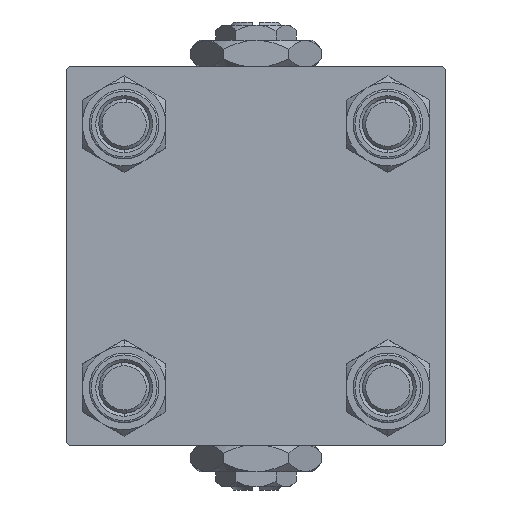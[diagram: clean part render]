
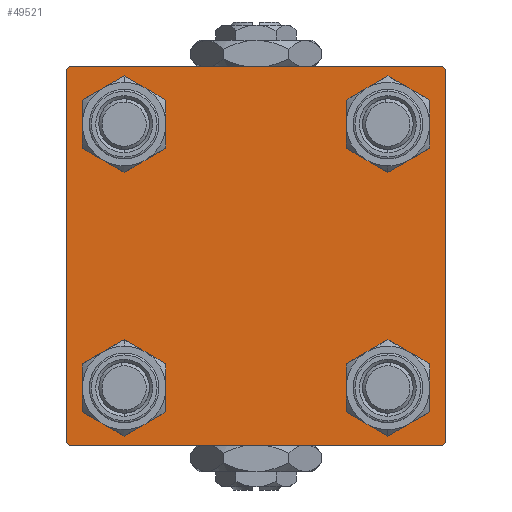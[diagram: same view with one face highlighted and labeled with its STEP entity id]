
A CAD part, left-side view. The second image highlights one B-rep face of the part: STEP entity #49521.
In plain terms, the highlighted planar face has unit normal (-1, 0, 0).
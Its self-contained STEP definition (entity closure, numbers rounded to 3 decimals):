
#610 = CARTESIAN_POINT ( 'NONE',  ( 0., -29.75, 29.75 ) ) ;
#1250 = VECTOR ( 'NONE', #20672, 1000. ) ;
#1760 = VECTOR ( 'NONE', #12183, 1000. ) ;
#2532 = DIRECTION ( 'NONE',  ( 0., 0., 1. ) ) ;
#2795 = VECTOR ( 'NONE', #41905, 1000. ) ;
#3130 = CARTESIAN_POINT ( 'NONE',  ( 0., -20.85, 16.35 ) ) ;
#3180 = DIRECTION ( 'NONE',  ( 0., 0., 1. ) ) ;
#3262 = CARTESIAN_POINT ( 'NONE',  ( 0., 20.85, 25.35 ) ) ;
#3485 = VECTOR ( 'NONE', #19771, 1000. ) ;
#3651 = VERTEX_POINT ( 'NONE', #3793 ) ;
#3793 = CARTESIAN_POINT ( 'NONE',  ( 0., 30., 29.5 ) ) ;
#3818 = CARTESIAN_POINT ( 'NONE',  ( 0., -20.85, 20.85 ) ) ;
#3948 = CIRCLE ( 'NONE', #33630, 4.5 ) ;
#4085 = AXIS2_PLACEMENT_3D ( 'NONE', #15909, #32095, #3180 ) ;
#4209 = CARTESIAN_POINT ( 'NONE',  ( 0., -30., 29.5 ) ) ;
#4412 = VERTEX_POINT ( 'NONE', #13854 ) ;
#4462 = CARTESIAN_POINT ( 'NONE',  ( 0., 30., 30. ) ) ;
#4506 = FACE_BOUND ( 'NONE', #43430, .T. ) ;
#4733 = LINE ( 'NONE', #52533, #1760 ) ;
#5645 = CARTESIAN_POINT ( 'NONE',  ( 0., -29.5, 30. ) ) ;
#5929 = ORIENTED_EDGE ( 'NONE', *, *, #38924, .T. ) ;
#7052 = CIRCLE ( 'NONE', #10380, 4.5 ) ;
#8136 = AXIS2_PLACEMENT_3D ( 'NONE', #41964, #22869, #38521 ) ;
#8152 = ORIENTED_EDGE ( 'NONE', *, *, #45956, .F. ) ;
#8203 = LINE ( 'NONE', #41856, #32572 ) ;
#8212 = LINE ( 'NONE', #4462, #1250 ) ;
#8447 = DIRECTION ( 'NONE',  ( 1., 0., 0. ) ) ;
#9491 = DIRECTION ( 'NONE',  ( 0., 0., -1. ) ) ;
#9700 = EDGE_LOOP ( 'NONE', ( #31604, #13105, #38834, #36999, #51031, #45729, #8152, #42601 ) ) ;
#9790 = CARTESIAN_POINT ( 'NONE',  ( 0., 29.5, 30. ) ) ;
#10048 = CIRCLE ( 'NONE', #4085, 4.5 ) ;
#10123 = ORIENTED_EDGE ( 'NONE', *, *, #48310, .T. ) ;
#10274 = EDGE_CURVE ( 'NONE', #27077, #44938, #10048, .T. ) ;
#10380 = AXIS2_PLACEMENT_3D ( 'NONE', #47650, #11839, #28019 ) ;
#10609 = PLANE ( 'NONE',  #14072 ) ;
#10916 = VERTEX_POINT ( 'NONE', #44415 ) ;
#11839 = DIRECTION ( 'NONE',  ( 1., 0., 0. ) ) ;
#12183 = DIRECTION ( 'NONE',  ( 0., 0., -1. ) ) ;
#13105 = ORIENTED_EDGE ( 'NONE', *, *, #40960, .T. ) ;
#13190 = AXIS2_PLACEMENT_3D ( 'NONE', #42759, #26857, #43024 ) ;
#13203 = CARTESIAN_POINT ( 'NONE',  ( 0., 20.85, -20.85 ) ) ;
#13437 = DIRECTION ( 'NONE',  ( 0., 0., 1. ) ) ;
#13455 = DIRECTION ( 'NONE',  ( 0., -0.707, -0.707 ) ) ;
#13854 = CARTESIAN_POINT ( 'NONE',  ( 0., -29.5, -30. ) ) ;
#14072 = AXIS2_PLACEMENT_3D ( 'NONE', #33969, #14845, #30517 ) ;
#14578 = LINE ( 'NONE', #30775, #2795 ) ;
#14725 = VECTOR ( 'NONE', #31724, 1000. ) ;
#14845 = DIRECTION ( 'NONE',  ( -1., 0., 0. ) ) ;
#15909 = CARTESIAN_POINT ( 'NONE',  ( 0., -20.85, -20.85 ) ) ;
#16586 = EDGE_CURVE ( 'NONE', #29663, #47163, #4733, .T. ) ;
#16882 = EDGE_CURVE ( 'NONE', #29663, #20067, #40183, .T. ) ;
#17134 = CARTESIAN_POINT ( 'NONE',  ( 0., 29.75, 29.75 ) ) ;
#17308 = VECTOR ( 'NONE', #13455, 1000. ) ;
#17455 = CIRCLE ( 'NONE', #13190, 4.5 ) ;
#17465 = DIRECTION ( 'NONE',  ( 0., 0., 1. ) ) ;
#18447 = CARTESIAN_POINT ( 'NONE',  ( 0., 20.85, 16.35 ) ) ;
#18791 = VERTEX_POINT ( 'NONE', #3262 ) ;
#18906 = CIRCLE ( 'NONE', #48545, 4.5 ) ;
#19534 = LINE ( 'NONE', #19797, #14725 ) ;
#19695 = CARTESIAN_POINT ( 'NONE',  ( 0., -20.85, -25.35 ) ) ;
#19771 = DIRECTION ( 'NONE',  ( 0., 0.707, 0.707 ) ) ;
#19797 = CARTESIAN_POINT ( 'NONE',  ( 0., 30., -30. ) ) ;
#20067 = VERTEX_POINT ( 'NONE', #5645 ) ;
#20490 = VERTEX_POINT ( 'NONE', #44275 ) ;
#20672 = DIRECTION ( 'NONE',  ( 0., -1., 0. ) ) ;
#20796 = AXIS2_PLACEMENT_3D ( 'NONE', #46837, #51098, #2532 ) ;
#21535 = VERTEX_POINT ( 'NONE', #3130 ) ;
#21539 = VERTEX_POINT ( 'NONE', #35242 ) ;
#22869 = DIRECTION ( 'NONE',  ( 1., 0., 0. ) ) ;
#22925 = EDGE_CURVE ( 'NONE', #18791, #48997, #7052, .T. ) ;
#23065 = VECTOR ( 'NONE', #45507, 1000. ) ;
#23171 = ORIENTED_EDGE ( 'NONE', *, *, #31434, .T. ) ;
#23209 = DIRECTION ( 'NONE',  ( 1., 0., 0. ) ) ;
#23500 = EDGE_LOOP ( 'NONE', ( #27688, #5929 ) ) ;
#24828 = LINE ( 'NONE', #17134, #23065 ) ;
#25805 = EDGE_CURVE ( 'NONE', #4412, #47163, #14578, .T. ) ;
#25910 = DIRECTION ( 'NONE',  ( 1., 0., 0. ) ) ;
#26491 = CARTESIAN_POINT ( 'NONE',  ( 0., -30., -29.5 ) ) ;
#26857 = DIRECTION ( 'NONE',  ( 1., 0., 0. ) ) ;
#27077 = VERTEX_POINT ( 'NONE', #19695 ) ;
#27195 = DIRECTION ( 'NONE',  ( 0., 0., 1. ) ) ;
#27255 = ORIENTED_EDGE ( 'NONE', *, *, #22925, .T. ) ;
#27688 = ORIENTED_EDGE ( 'NONE', *, *, #35930, .T. ) ;
#28019 = DIRECTION ( 'NONE',  ( 0., 0., 1. ) ) ;
#28819 = ORIENTED_EDGE ( 'NONE', *, *, #10274, .T. ) ;
#28836 = EDGE_CURVE ( 'NONE', #3651, #45893, #8203, .T. ) ;
#29663 = VERTEX_POINT ( 'NONE', #4209 ) ;
#29978 = FACE_OUTER_BOUND ( 'NONE', #9700, .T. ) ;
#30517 = DIRECTION ( 'NONE',  ( 0., 0., 1. ) ) ;
#30775 = CARTESIAN_POINT ( 'NONE',  ( 0., -29.75, -29.75 ) ) ;
#31021 = CIRCLE ( 'NONE', #8136, 4.5 ) ;
#31434 = EDGE_CURVE ( 'NONE', #21539, #20490, #36881, .T. ) ;
#31604 = ORIENTED_EDGE ( 'NONE', *, *, #28836, .T. ) ;
#31647 = VERTEX_POINT ( 'NONE', #36218 ) ;
#31724 = DIRECTION ( 'NONE',  ( 0., -1., 0. ) ) ;
#32095 = DIRECTION ( 'NONE',  ( 1., 0., 0. ) ) ;
#32389 = AXIS2_PLACEMENT_3D ( 'NONE', #3818, #23209, #27195 ) ;
#32572 = VECTOR ( 'NONE', #9491, 1000. ) ;
#32665 = FACE_BOUND ( 'NONE', #23500, .T. ) ;
#32967 = ORIENTED_EDGE ( 'NONE', *, *, #48377, .T. ) ;
#33630 = AXIS2_PLACEMENT_3D ( 'NONE', #13203, #8447, #17465 ) ;
#33969 = CARTESIAN_POINT ( 'NONE',  ( 0., 0., 0. ) ) ;
#34925 = CIRCLE ( 'NONE', #32389, 4.5 ) ;
#35242 = CARTESIAN_POINT ( 'NONE',  ( 0., 20.85, -25.35 ) ) ;
#35796 = EDGE_CURVE ( 'NONE', #38649, #3651, #24828, .T. ) ;
#35930 = EDGE_CURVE ( 'NONE', #10916, #21535, #34925, .T. ) ;
#36218 = CARTESIAN_POINT ( 'NONE',  ( 0., 29.5, -30. ) ) ;
#36881 = CIRCLE ( 'NONE', #20796, 4.5 ) ;
#36999 = ORIENTED_EDGE ( 'NONE', *, *, #25805, .T. ) ;
#38521 = DIRECTION ( 'NONE',  ( 0., 0., 1. ) ) ;
#38649 = VERTEX_POINT ( 'NONE', #9790 ) ;
#38834 = ORIENTED_EDGE ( 'NONE', *, *, #39107, .T. ) ;
#38924 = EDGE_CURVE ( 'NONE', #21535, #10916, #18906, .T. ) ;
#39000 = CARTESIAN_POINT ( 'NONE',  ( 0., -20.85, -16.35 ) ) ;
#39107 = EDGE_CURVE ( 'NONE', #31647, #4412, #19534, .T. ) ;
#40183 = LINE ( 'NONE', #610, #3485 ) ;
#40870 = FACE_BOUND ( 'NONE', #41258, .T. ) ;
#40960 = EDGE_CURVE ( 'NONE', #45893, #31647, #45805, .T. ) ;
#40981 = ORIENTED_EDGE ( 'NONE', *, *, #49816, .T. ) ;
#41258 = EDGE_LOOP ( 'NONE', ( #10123, #28819 ) ) ;
#41348 = CARTESIAN_POINT ( 'NONE',  ( 0., 30., -29.5 ) ) ;
#41856 = CARTESIAN_POINT ( 'NONE',  ( 0., 30., 30. ) ) ;
#41905 = DIRECTION ( 'NONE',  ( 0., -0.707, 0.707 ) ) ;
#41964 = CARTESIAN_POINT ( 'NONE',  ( 0., -20.85, -20.85 ) ) ;
#42601 = ORIENTED_EDGE ( 'NONE', *, *, #35796, .T. ) ;
#42759 = CARTESIAN_POINT ( 'NONE',  ( 0., 20.85, 20.85 ) ) ;
#43024 = DIRECTION ( 'NONE',  ( 0., 0., 1. ) ) ;
#43430 = EDGE_LOOP ( 'NONE', ( #40981, #23171 ) ) ;
#44275 = CARTESIAN_POINT ( 'NONE',  ( 0., 20.85, -16.35 ) ) ;
#44415 = CARTESIAN_POINT ( 'NONE',  ( 0., -20.85, 25.35 ) ) ;
#44938 = VERTEX_POINT ( 'NONE', #39000 ) ;
#45284 = CARTESIAN_POINT ( 'NONE',  ( 0., 29.75, -29.75 ) ) ;
#45507 = DIRECTION ( 'NONE',  ( 0., 0.707, -0.707 ) ) ;
#45677 = EDGE_LOOP ( 'NONE', ( #27255, #32967 ) ) ;
#45729 = ORIENTED_EDGE ( 'NONE', *, *, #16882, .T. ) ;
#45805 = LINE ( 'NONE', #45284, #17308 ) ;
#45893 = VERTEX_POINT ( 'NONE', #41348 ) ;
#45956 = EDGE_CURVE ( 'NONE', #38649, #20067, #8212, .T. ) ;
#46837 = CARTESIAN_POINT ( 'NONE',  ( 0., 20.85, -20.85 ) ) ;
#47163 = VERTEX_POINT ( 'NONE', #26491 ) ;
#47650 = CARTESIAN_POINT ( 'NONE',  ( 0., 20.85, 20.85 ) ) ;
#48310 = EDGE_CURVE ( 'NONE', #44938, #27077, #31021, .T. ) ;
#48377 = EDGE_CURVE ( 'NONE', #48997, #18791, #17455, .T. ) ;
#48545 = AXIS2_PLACEMENT_3D ( 'NONE', #50317, #25910, #13437 ) ;
#48997 = VERTEX_POINT ( 'NONE', #18447 ) ;
#49521 = ADVANCED_FACE ( 'NONE', ( #32665, #40870, #4506, #50137, #29978 ), #10609, .T. ) ;
#49816 = EDGE_CURVE ( 'NONE', #20490, #21539, #3948, .T. ) ;
#50137 = FACE_BOUND ( 'NONE', #45677, .T. ) ;
#50317 = CARTESIAN_POINT ( 'NONE',  ( 0., -20.85, 20.85 ) ) ;
#51031 = ORIENTED_EDGE ( 'NONE', *, *, #16586, .F. ) ;
#51098 = DIRECTION ( 'NONE',  ( 1., 0., 0. ) ) ;
#52533 = CARTESIAN_POINT ( 'NONE',  ( 0., -30., 30. ) ) ;
